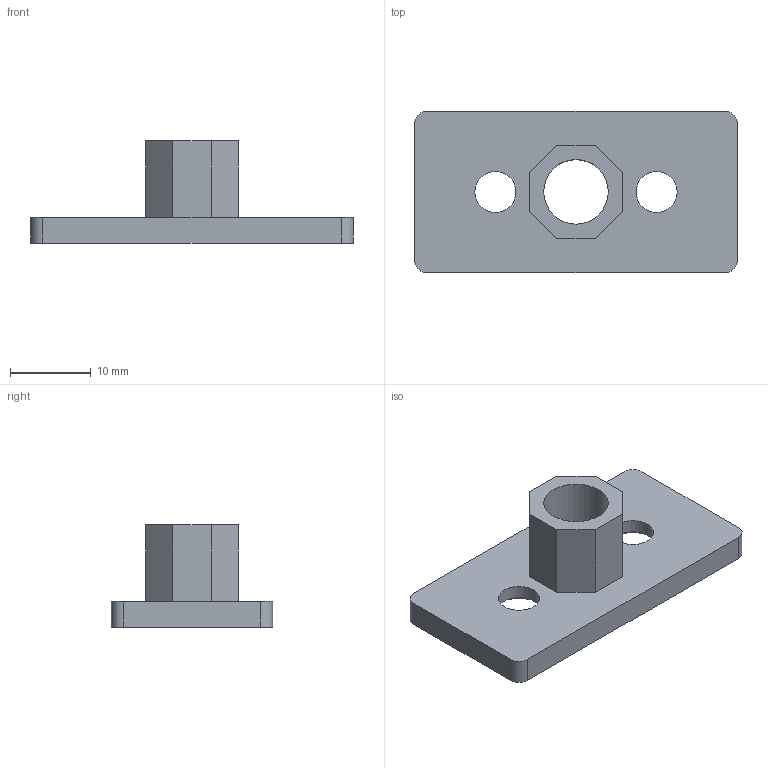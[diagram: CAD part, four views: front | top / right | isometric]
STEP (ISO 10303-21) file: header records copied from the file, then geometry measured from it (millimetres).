
FILE_DESCRIPTION( ( '' ), ' ' );
FILE_NAME( '574ff30ee4b0c0a80cd3a7d1.step', '2016-06-02T08:49:18', ( '' ), ( '' ), ' ', ' ', ' ' );
FILE_SCHEMA( ( 'AUTOMOTIVE_DESIGN { 1 0 10303 214 1 1 1 1 }' ) );
Length unit declared in the file: metre
Products named in the file (1): 8mm Acme Nut Plate
Bounding box: 40 x 20 x 12.7 mm (x, y, z)
Volume: 2696 mm3; surface area: 2610.2 mm2
Topology: 1 solids, 1 shells, 26 faces, 64 edges, 43 vertices
Faces by surface type: plane 17, cylinder 9
Full cylindrical faces by diameter (mm): 5.1 x2, 8 x1, 9 x2
Entity records: 976 total; most frequent: DIRECTION 130, CARTESIAN_POINT 127, ORIENTED_EDGE 116, EDGE_CURVE 58, AXIS2_PLACEMENT_3D 45, VERTEX_POINT 42, EDGE_LOOP 40, LINE 40
